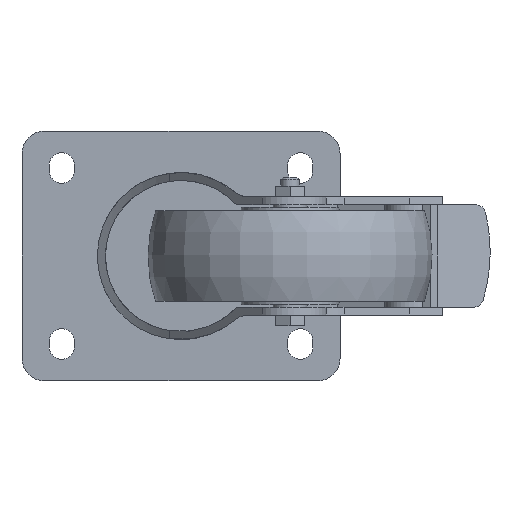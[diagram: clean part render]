
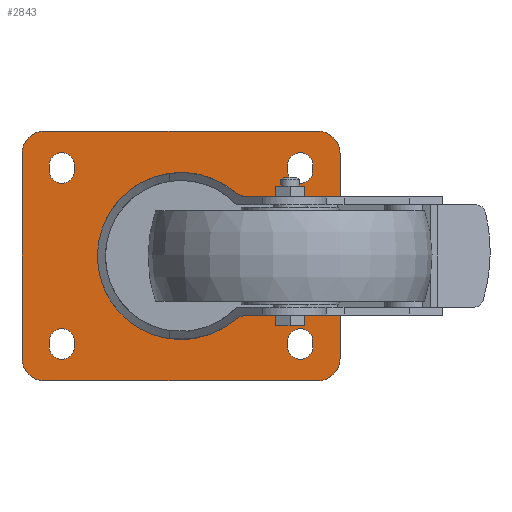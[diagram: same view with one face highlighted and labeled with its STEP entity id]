
A CAD part, front view. The second image highlights one B-rep face of the part: STEP entity #2843.
In plain terms, the highlighted planar face has unit normal (0, -1, 0).
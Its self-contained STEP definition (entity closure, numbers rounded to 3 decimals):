
#112=CIRCLE('',#2958,36.75);
#175=CIRCLE('',#3094,10.);
#177=CIRCLE('',#3098,10.);
#179=CIRCLE('',#3102,10.);
#181=CIRCLE('',#3107,5.5);
#183=CIRCLE('',#3111,5.5);
#185=CIRCLE('',#3115,5.5);
#187=CIRCLE('',#3119,5.5);
#189=CIRCLE('',#3123,5.5);
#191=CIRCLE('',#3127,5.5);
#193=CIRCLE('',#3130,5.5);
#195=CIRCLE('',#3134,5.5);
#197=CIRCLE('',#3138,10.);
#749=ORIENTED_EDGE('',*,*,#1111,.T.);
#750=ORIENTED_EDGE('',*,*,#1362,.T.);
#751=ORIENTED_EDGE('',*,*,#1377,.T.);
#752=ORIENTED_EDGE('',*,*,#1368,.T.);
#753=ORIENTED_EDGE('',*,*,#1365,.T.);
#754=ORIENTED_EDGE('',*,*,#1352,.T.);
#755=ORIENTED_EDGE('',*,*,#1375,.T.);
#756=ORIENTED_EDGE('',*,*,#1358,.T.);
#757=ORIENTED_EDGE('',*,*,#1355,.T.);
#758=ORIENTED_EDGE('',*,*,#1342,.T.);
#759=ORIENTED_EDGE('',*,*,#1373,.T.);
#760=ORIENTED_EDGE('',*,*,#1348,.T.);
#761=ORIENTED_EDGE('',*,*,#1345,.T.);
#762=ORIENTED_EDGE('',*,*,#1332,.T.);
#763=ORIENTED_EDGE('',*,*,#1371,.T.);
#764=ORIENTED_EDGE('',*,*,#1338,.T.);
#765=ORIENTED_EDGE('',*,*,#1335,.T.);
#766=ORIENTED_EDGE('',*,*,#1310,.F.);
#767=ORIENTED_EDGE('',*,*,#1379,.F.);
#768=ORIENTED_EDGE('',*,*,#1328,.F.);
#769=ORIENTED_EDGE('',*,*,#1325,.F.);
#770=ORIENTED_EDGE('',*,*,#1322,.F.);
#771=ORIENTED_EDGE('',*,*,#1319,.F.);
#772=ORIENTED_EDGE('',*,*,#1316,.F.);
#773=ORIENTED_EDGE('',*,*,#1313,.F.);
#1111=EDGE_CURVE('',#1512,#1512,#112,.T.);
#1310=EDGE_CURVE('',#1640,#1641,#1883,.T.);
#1313=EDGE_CURVE('',#1641,#1643,#175,.T.);
#1316=EDGE_CURVE('',#1643,#1645,#1887,.T.);
#1319=EDGE_CURVE('',#1645,#1647,#177,.T.);
#1322=EDGE_CURVE('',#1647,#1649,#1891,.T.);
#1325=EDGE_CURVE('',#1649,#1651,#179,.T.);
#1328=EDGE_CURVE('',#1651,#1653,#1895,.T.);
#1332=EDGE_CURVE('',#1657,#1656,#1899,.T.);
#1335=EDGE_CURVE('',#1659,#1657,#181,.T.);
#1338=EDGE_CURVE('',#1661,#1659,#1903,.T.);
#1342=EDGE_CURVE('',#1665,#1664,#183,.T.);
#1345=EDGE_CURVE('',#1667,#1665,#1908,.T.);
#1348=EDGE_CURVE('',#1669,#1667,#185,.T.);
#1352=EDGE_CURVE('',#1673,#1672,#1913,.T.);
#1355=EDGE_CURVE('',#1675,#1673,#187,.T.);
#1358=EDGE_CURVE('',#1677,#1675,#1917,.T.);
#1362=EDGE_CURVE('',#1681,#1680,#189,.T.);
#1365=EDGE_CURVE('',#1683,#1681,#1922,.T.);
#1368=EDGE_CURVE('',#1685,#1683,#191,.T.);
#1371=EDGE_CURVE('',#1656,#1661,#193,.T.);
#1373=EDGE_CURVE('',#1664,#1669,#1926,.T.);
#1375=EDGE_CURVE('',#1672,#1677,#195,.T.);
#1377=EDGE_CURVE('',#1680,#1685,#1928,.T.);
#1379=EDGE_CURVE('',#1653,#1640,#197,.T.);
#1512=VERTEX_POINT('',#4254);
#1640=VERTEX_POINT('',#4707);
#1641=VERTEX_POINT('',#4709);
#1643=VERTEX_POINT('',#4715);
#1645=VERTEX_POINT('',#4721);
#1647=VERTEX_POINT('',#4727);
#1649=VERTEX_POINT('',#4733);
#1651=VERTEX_POINT('',#4739);
#1653=VERTEX_POINT('',#4745);
#1656=VERTEX_POINT('',#4752);
#1657=VERTEX_POINT('',#4754);
#1659=VERTEX_POINT('',#4760);
#1661=VERTEX_POINT('',#4766);
#1664=VERTEX_POINT('',#4773);
#1665=VERTEX_POINT('',#4775);
#1667=VERTEX_POINT('',#4781);
#1669=VERTEX_POINT('',#4787);
#1672=VERTEX_POINT('',#4794);
#1673=VERTEX_POINT('',#4796);
#1675=VERTEX_POINT('',#4802);
#1677=VERTEX_POINT('',#4808);
#1680=VERTEX_POINT('',#4815);
#1681=VERTEX_POINT('',#4817);
#1683=VERTEX_POINT('',#4823);
#1685=VERTEX_POINT('',#4829);
#1883=LINE('',#4708,#2157);
#1887=LINE('',#4720,#2161);
#1891=LINE('',#4732,#2165);
#1895=LINE('',#4744,#2169);
#1899=LINE('',#4753,#2173);
#1903=LINE('',#4765,#2177);
#1908=LINE('',#4780,#2182);
#1913=LINE('',#4795,#2187);
#1917=LINE('',#4807,#2191);
#1922=LINE('',#4822,#2196);
#1926=LINE('',#4836,#2200);
#1928=LINE('',#4842,#2202);
#2157=VECTOR('',#3758,1000.);
#2161=VECTOR('',#3770,1000.);
#2165=VECTOR('',#3782,1000.);
#2169=VECTOR('',#3794,1000.);
#2173=VECTOR('',#3800,1000.);
#2177=VECTOR('',#3812,1000.);
#2182=VECTOR('',#3825,1000.);
#2187=VECTOR('',#3838,1000.);
#2191=VECTOR('',#3850,1000.);
#2196=VECTOR('',#3863,1000.);
#2200=VECTOR('',#3881,1000.);
#2202=VECTOR('',#3891,1000.);
#2371=EDGE_LOOP('',(#749));
#2372=EDGE_LOOP('',(#750,#751,#752,#753));
#2373=EDGE_LOOP('',(#754,#755,#756,#757));
#2374=EDGE_LOOP('',(#758,#759,#760,#761));
#2375=EDGE_LOOP('',(#762,#763,#764,#765));
#2376=EDGE_LOOP('',(#766,#767,#768,#769,#770,#771,#772,#773));
#2565=FACE_BOUND('',#2371,.T.);
#2566=FACE_BOUND('',#2372,.T.);
#2567=FACE_BOUND('',#2373,.T.);
#2568=FACE_BOUND('',#2374,.T.);
#2569=FACE_BOUND('',#2375,.T.);
#2570=FACE_BOUND('',#2376,.T.);
#2695=PLANE('',#3139);
#2843=ADVANCED_FACE('',(#2565,#2566,#2567,#2568,#2569,#2570),#2695,.F.);
#2958=AXIS2_PLACEMENT_3D('',#4253,#3365,#3366);
#3094=AXIS2_PLACEMENT_3D('',#4714,#3764,#3765);
#3098=AXIS2_PLACEMENT_3D('',#4726,#3776,#3777);
#3102=AXIS2_PLACEMENT_3D('',#4738,#3788,#3789);
#3107=AXIS2_PLACEMENT_3D('',#4759,#3806,#3807);
#3111=AXIS2_PLACEMENT_3D('',#4774,#3819,#3820);
#3115=AXIS2_PLACEMENT_3D('',#4786,#3831,#3832);
#3119=AXIS2_PLACEMENT_3D('',#4801,#3844,#3845);
#3123=AXIS2_PLACEMENT_3D('',#4816,#3857,#3858);
#3127=AXIS2_PLACEMENT_3D('',#4828,#3869,#3870);
#3130=AXIS2_PLACEMENT_3D('',#4833,#3876,#3877);
#3134=AXIS2_PLACEMENT_3D('',#4839,#3886,#3887);
#3138=AXIS2_PLACEMENT_3D('',#4845,#3896,#3897);
#3139=AXIS2_PLACEMENT_3D('',#4846,#3898,#3899);
#3365=DIRECTION('',(0.,1.,0.));
#3366=DIRECTION('',(0.,0.,1.));
#3758=DIRECTION('',(0.,0.,1.));
#3764=DIRECTION('',(0.,1.,0.));
#3765=DIRECTION('',(1.,0.,0.));
#3770=DIRECTION('',(1.,0.,0.));
#3776=DIRECTION('',(0.,1.,0.));
#3777=DIRECTION('',(1.,0.,0.));
#3782=DIRECTION('',(0.,0.,-1.));
#3788=DIRECTION('',(0.,1.,0.));
#3789=DIRECTION('',(1.,0.,0.));
#3794=DIRECTION('',(-1.,0.,0.));
#3800=DIRECTION('',(0.,0.,1.));
#3806=DIRECTION('',(0.,1.,0.));
#3807=DIRECTION('',(1.,0.,0.));
#3812=DIRECTION('',(0.,0.,-1.));
#3819=DIRECTION('',(0.,1.,0.));
#3820=DIRECTION('',(1.,0.,0.));
#3825=DIRECTION('',(0.,0.,-1.));
#3831=DIRECTION('',(0.,1.,0.));
#3832=DIRECTION('',(1.,0.,0.));
#3838=DIRECTION('',(0.,0.,1.));
#3844=DIRECTION('',(0.,1.,0.));
#3845=DIRECTION('',(1.,0.,0.));
#3850=DIRECTION('',(0.,0.,-1.));
#3857=DIRECTION('',(0.,1.,0.));
#3858=DIRECTION('',(1.,0.,0.));
#3863=DIRECTION('',(0.,0.,-1.));
#3869=DIRECTION('',(0.,1.,0.));
#3870=DIRECTION('',(1.,0.,0.));
#3876=DIRECTION('',(0.,1.,0.));
#3877=DIRECTION('',(1.,0.,0.));
#3881=DIRECTION('',(0.,0.,1.));
#3886=DIRECTION('',(0.,1.,0.));
#3887=DIRECTION('',(1.,0.,0.));
#3891=DIRECTION('',(0.,0.,1.));
#3896=DIRECTION('',(0.,1.,0.));
#3897=DIRECTION('',(1.,0.,0.));
#3898=DIRECTION('',(0.,1.,0.));
#3899=DIRECTION('',(0.,0.,1.));
#4253=CARTESIAN_POINT('',(-48.,89.,0.));
#4254=CARTESIAN_POINT('',(-48.,89.,36.75));
#4707=CARTESIAN_POINT('',(-118.,89.,-45.));
#4708=CARTESIAN_POINT('',(-118.,89.,-45.));
#4709=CARTESIAN_POINT('',(-118.,89.,45.));
#4714=CARTESIAN_POINT('',(-108.,89.,45.));
#4715=CARTESIAN_POINT('',(-108.,89.,55.));
#4720=CARTESIAN_POINT('',(-108.,89.,55.));
#4721=CARTESIAN_POINT('',(12.,89.,55.));
#4726=CARTESIAN_POINT('',(12.,89.,45.));
#4727=CARTESIAN_POINT('',(22.,89.,45.));
#4732=CARTESIAN_POINT('',(22.,89.,45.));
#4733=CARTESIAN_POINT('',(22.,89.,-45.));
#4738=CARTESIAN_POINT('',(12.,89.,-45.));
#4739=CARTESIAN_POINT('',(12.,89.,-55.));
#4744=CARTESIAN_POINT('',(12.,89.,-55.));
#4745=CARTESIAN_POINT('',(-108.,89.,-55.));
#4752=CARTESIAN_POINT('',(-1.,89.,-37.5));
#4753=CARTESIAN_POINT('',(-1.,89.,-40.));
#4754=CARTESIAN_POINT('',(-1.,89.,-40.));
#4759=CARTESIAN_POINT('',(4.5,89.,-40.));
#4760=CARTESIAN_POINT('',(10.,89.,-40.));
#4765=CARTESIAN_POINT('',(10.,89.,-37.5));
#4766=CARTESIAN_POINT('',(10.,89.,-37.5));
#4773=CARTESIAN_POINT('',(-1.,89.,37.5));
#4774=CARTESIAN_POINT('',(4.5,89.,37.5));
#4775=CARTESIAN_POINT('',(10.,89.,37.5));
#4780=CARTESIAN_POINT('',(10.,89.,40.));
#4781=CARTESIAN_POINT('',(10.,89.,40.));
#4786=CARTESIAN_POINT('',(4.5,89.,40.));
#4787=CARTESIAN_POINT('',(-1.,89.,40.));
#4794=CARTESIAN_POINT('',(-106.,89.,-37.5));
#4795=CARTESIAN_POINT('',(-106.,89.,-40.));
#4796=CARTESIAN_POINT('',(-106.,89.,-40.));
#4801=CARTESIAN_POINT('',(-100.5,89.,-40.));
#4802=CARTESIAN_POINT('',(-95.,89.,-40.));
#4807=CARTESIAN_POINT('',(-95.,89.,-37.5));
#4808=CARTESIAN_POINT('',(-95.,89.,-37.5));
#4815=CARTESIAN_POINT('',(-106.,89.,37.5));
#4816=CARTESIAN_POINT('',(-100.5,89.,37.5));
#4817=CARTESIAN_POINT('',(-95.,89.,37.5));
#4822=CARTESIAN_POINT('',(-95.,89.,40.));
#4823=CARTESIAN_POINT('',(-95.,89.,40.));
#4828=CARTESIAN_POINT('',(-100.5,89.,40.));
#4829=CARTESIAN_POINT('',(-106.,89.,40.));
#4833=CARTESIAN_POINT('',(4.5,89.,-37.5));
#4836=CARTESIAN_POINT('',(-1.,89.,37.5));
#4839=CARTESIAN_POINT('',(-100.5,89.,-37.5));
#4842=CARTESIAN_POINT('',(-106.,89.,37.5));
#4845=CARTESIAN_POINT('',(-108.,89.,-45.));
#4846=CARTESIAN_POINT('',(-108.,89.,45.));
